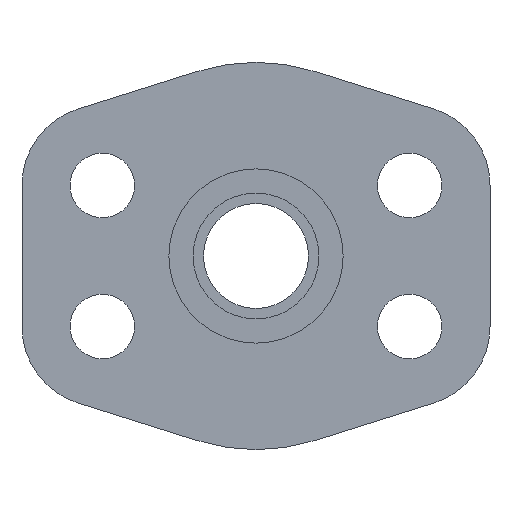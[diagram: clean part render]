
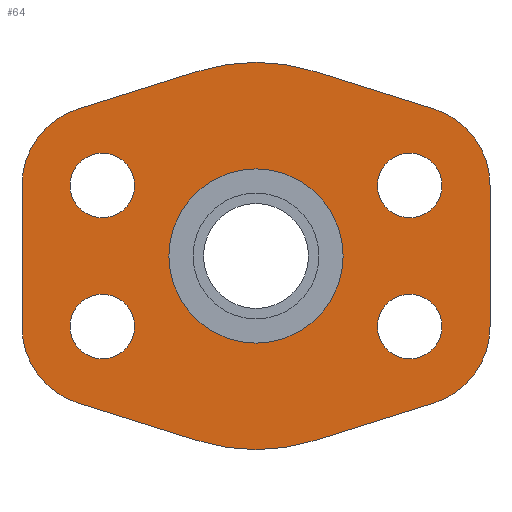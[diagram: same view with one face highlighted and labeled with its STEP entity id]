
A CAD part, front view. The second image highlights one B-rep face of the part: STEP entity #64.
In plain terms, the highlighted planar face has unit normal (0, -1, 0).
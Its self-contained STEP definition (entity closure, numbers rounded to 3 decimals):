
#64=ADVANCED_FACE('',(#131,#132,#133,#134,#135,#136),#137,.F.);
#131=FACE_BOUND('',#238,.T.);
#132=FACE_OUTER_BOUND('',#239,.T.);
#133=FACE_BOUND('',#240,.T.);
#134=FACE_BOUND('',#241,.T.);
#135=FACE_BOUND('',#242,.T.);
#136=FACE_BOUND('',#243,.T.);
#137=PLANE('',#244);
#238=EDGE_LOOP('',(#436,#437));
#239=EDGE_LOOP('',(#438,#439,#440,#441,#442,#443,#444,#445,#446,#447,#448,#449));
#240=EDGE_LOOP('',(#450,#451));
#241=EDGE_LOOP('',(#452,#453));
#242=EDGE_LOOP('',(#454,#455));
#243=EDGE_LOOP('',(#456,#457));
#244=AXIS2_PLACEMENT_3D('',#458,#459,#460);
#436=ORIENTED_EDGE('',*,*,#748,.T.);
#437=ORIENTED_EDGE('',*,*,#741,.T.);
#438=ORIENTED_EDGE('',*,*,#750,.F.);
#439=ORIENTED_EDGE('',*,*,#751,.F.);
#440=ORIENTED_EDGE('',*,*,#752,.F.);
#441=ORIENTED_EDGE('',*,*,#753,.T.);
#442=ORIENTED_EDGE('',*,*,#754,.F.);
#443=ORIENTED_EDGE('',*,*,#755,.F.);
#444=ORIENTED_EDGE('',*,*,#756,.F.);
#445=ORIENTED_EDGE('',*,*,#757,.F.);
#446=ORIENTED_EDGE('',*,*,#758,.F.);
#447=ORIENTED_EDGE('',*,*,#759,.T.);
#448=ORIENTED_EDGE('',*,*,#760,.F.);
#449=ORIENTED_EDGE('',*,*,#761,.F.);
#450=ORIENTED_EDGE('',*,*,#762,.T.);
#451=ORIENTED_EDGE('',*,*,#705,.T.);
#452=ORIENTED_EDGE('',*,*,#763,.T.);
#453=ORIENTED_EDGE('',*,*,#709,.T.);
#454=ORIENTED_EDGE('',*,*,#764,.T.);
#455=ORIENTED_EDGE('',*,*,#713,.T.);
#456=ORIENTED_EDGE('',*,*,#765,.T.);
#457=ORIENTED_EDGE('',*,*,#717,.T.);
#458=CARTESIAN_POINT('',(0.,0.,0.));
#459=DIRECTION('',(-0.0,1.0,0.));
#460=DIRECTION('',(1.0,0.0,0.0));
#705=EDGE_CURVE('',#833,#837,#839,.T.);
#709=EDGE_CURVE('',#841,#845,#847,.T.);
#713=EDGE_CURVE('',#849,#853,#855,.T.);
#717=EDGE_CURVE('',#857,#861,#863,.T.);
#741=EDGE_CURVE('',#903,#907,#909,.T.);
#748=EDGE_CURVE('',#907,#903,#920,.T.);
#750=EDGE_CURVE('',#922,#923,#924,.T.);
#751=EDGE_CURVE('',#925,#922,#926,.T.);
#752=EDGE_CURVE('',#927,#925,#928,.T.);
#753=EDGE_CURVE('',#927,#929,#930,.T.);
#754=EDGE_CURVE('',#931,#929,#932,.T.);
#755=EDGE_CURVE('',#933,#931,#934,.T.);
#756=EDGE_CURVE('',#935,#933,#936,.T.);
#757=EDGE_CURVE('',#937,#935,#938,.T.);
#758=EDGE_CURVE('',#939,#937,#940,.T.);
#759=EDGE_CURVE('',#939,#941,#942,.T.);
#760=EDGE_CURVE('',#943,#941,#944,.T.);
#761=EDGE_CURVE('',#923,#943,#945,.T.);
#762=EDGE_CURVE('',#837,#833,#946,.T.);
#763=EDGE_CURVE('',#845,#841,#947,.T.);
#764=EDGE_CURVE('',#853,#849,#948,.T.);
#765=EDGE_CURVE('',#861,#857,#949,.T.);
#833=VERTEX_POINT('',#1039);
#837=VERTEX_POINT('',#1044);
#839=CIRCLE('',#1047,4.0);
#841=VERTEX_POINT('',#1049);
#845=VERTEX_POINT('',#1054);
#847=CIRCLE('',#1057,4.0);
#849=VERTEX_POINT('',#1059);
#853=VERTEX_POINT('',#1064);
#855=CIRCLE('',#1067,4.0);
#857=VERTEX_POINT('',#1069);
#861=VERTEX_POINT('',#1074);
#863=CIRCLE('',#1077,4.0);
#903=VERTEX_POINT('',#1297);
#907=VERTEX_POINT('',#1302);
#909=CIRCLE('',#1305,10.8);
#920=CIRCLE('',#1318,10.8);
#922=VERTEX_POINT('',#1320);
#923=VERTEX_POINT('',#1321);
#924=CIRCLE('',#1322,9.95);
#925=VERTEX_POINT('',#1323);
#926=LINE('',#1324,#1325);
#927=VERTEX_POINT('',#1326);
#928=CIRCLE('',#1327,24.0);
#929=VERTEX_POINT('',#1328);
#930=LINE('',#1329,#1330);
#931=VERTEX_POINT('',#1331);
#932=CIRCLE('',#1332,9.95);
#933=VERTEX_POINT('',#1333);
#934=LINE('',#1334,#1335);
#935=VERTEX_POINT('',#1336);
#936=CIRCLE('',#1337,9.95);
#937=VERTEX_POINT('',#1338);
#938=LINE('',#1339,#1340);
#939=VERTEX_POINT('',#1341);
#940=CIRCLE('',#1342,24.0);
#941=VERTEX_POINT('',#1343);
#942=LINE('',#1344,#1345);
#943=VERTEX_POINT('',#1346);
#944=CIRCLE('',#1347,9.95);
#945=LINE('',#1348,#1349);
#946=CIRCLE('',#1350,4.0);
#947=CIRCLE('',#1351,4.0);
#948=CIRCLE('',#1352,4.0);
#949=CIRCLE('',#1353,4.0);
#1039=CARTESIAN_POINT('',(-15.05,0.0,-8.74));
#1044=CARTESIAN_POINT('',(-23.05,0.,-8.74));
#1047=AXIS2_PLACEMENT_3D('',#1515,#1516,#1517);
#1049=CARTESIAN_POINT('',(23.05,0.0,-8.74));
#1054=CARTESIAN_POINT('',(15.05,0.,-8.74));
#1057=AXIS2_PLACEMENT_3D('',#1523,#1524,#1525);
#1059=CARTESIAN_POINT('',(-15.05,0.0,8.74));
#1064=CARTESIAN_POINT('',(-23.05,0.,8.74));
#1067=AXIS2_PLACEMENT_3D('',#1531,#1532,#1533);
#1069=CARTESIAN_POINT('',(23.05,0.0,8.74));
#1074=CARTESIAN_POINT('',(15.05,0.,8.74));
#1077=AXIS2_PLACEMENT_3D('',#1539,#1540,#1541);
#1297=CARTESIAN_POINT('',(-10.8,0.,0.));
#1302=CARTESIAN_POINT('',(10.8,0.,0.));
#1305=AXIS2_PLACEMENT_3D('',#1577,#1578,#1579);
#1318=AXIS2_PLACEMENT_3D('',#1594,#1595,#1596);
#1320=CARTESIAN_POINT('',(-22.034,0.,-18.232));
#1321=CARTESIAN_POINT('',(-29.0,0.,-8.74));
#1322=AXIS2_PLACEMENT_3D('',#1600,#1601,#1602);
#1323=CARTESIAN_POINT('',(-7.196,0.,-22.896));
#1324=CARTESIAN_POINT('',(-7.196,0.,-22.896));
#1325=VECTOR('',#1603,1.0);
#1326=CARTESIAN_POINT('',(7.196,0.,-22.896));
#1327=AXIS2_PLACEMENT_3D('',#1604,#1605,#1606);
#1328=CARTESIAN_POINT('',(22.034,0.,-18.232));
#1329=CARTESIAN_POINT('',(7.196,0.,-22.896));
#1330=VECTOR('',#1607,1.0);
#1331=CARTESIAN_POINT('',(29.0,0.,-8.74));
#1332=AXIS2_PLACEMENT_3D('',#1608,#1609,#1610);
#1333=CARTESIAN_POINT('',(29.0,0.,8.74));
#1334=CARTESIAN_POINT('',(29.0,0.,8.74));
#1335=VECTOR('',#1611,1.0);
#1336=CARTESIAN_POINT('',(22.034,0.,18.232));
#1337=AXIS2_PLACEMENT_3D('',#1612,#1613,#1614);
#1338=CARTESIAN_POINT('',(7.196,0.,22.896));
#1339=CARTESIAN_POINT('',(7.196,0.,22.896));
#1340=VECTOR('',#1615,1.0);
#1341=CARTESIAN_POINT('',(-7.196,0.,22.896));
#1342=AXIS2_PLACEMENT_3D('',#1616,#1617,#1618);
#1343=CARTESIAN_POINT('',(-22.034,0.,18.232));
#1344=CARTESIAN_POINT('',(-7.196,0.,22.896));
#1345=VECTOR('',#1619,1.0);
#1346=CARTESIAN_POINT('',(-29.0,0.,8.74));
#1347=AXIS2_PLACEMENT_3D('',#1620,#1621,#1622);
#1348=CARTESIAN_POINT('',(-29.0,0.,-8.74));
#1349=VECTOR('',#1623,1.0);
#1350=AXIS2_PLACEMENT_3D('',#1624,#1625,#1626);
#1351=AXIS2_PLACEMENT_3D('',#1627,#1628,#1629);
#1352=AXIS2_PLACEMENT_3D('',#1630,#1631,#1632);
#1353=AXIS2_PLACEMENT_3D('',#1633,#1634,#1635);
#1515=CARTESIAN_POINT('',(-19.05,0.0,-8.74));
#1516=DIRECTION('',(-0.0,1.0,0.));
#1517=DIRECTION('',(1.0,0.0,0.0));
#1523=CARTESIAN_POINT('',(19.05,0.0,-8.74));
#1524=DIRECTION('',(-0.0,1.0,0.));
#1525=DIRECTION('',(1.0,0.0,0.0));
#1531=CARTESIAN_POINT('',(-19.05,0.0,8.74));
#1532=DIRECTION('',(-0.0,1.0,0.));
#1533=DIRECTION('',(1.0,0.0,0.0));
#1539=CARTESIAN_POINT('',(19.05,0.0,8.74));
#1540=DIRECTION('',(-0.0,1.0,0.));
#1541=DIRECTION('',(1.0,0.0,0.0));
#1577=CARTESIAN_POINT('',(0.0,0.0,0.0));
#1578=DIRECTION('',(0.0,1.0,0.));
#1579=DIRECTION('',(-1.0,0.0,0.0));
#1594=CARTESIAN_POINT('',(0.0,0.0,0.0));
#1595=DIRECTION('',(0.0,1.0,0.));
#1596=DIRECTION('',(-1.0,0.0,0.0));
#1600=CARTESIAN_POINT('',(-19.05,0.,-8.74));
#1601=DIRECTION('',(-0.0,1.0,0.));
#1602=DIRECTION('',(1.0,0.0,0.0));
#1603=DIRECTION('',(-0.954,0.,0.3));
#1604=CARTESIAN_POINT('',(0.0,0.0,0.0));
#1605=DIRECTION('',(-0.0,1.0,0.));
#1606=DIRECTION('',(1.0,0.0,0.0));
#1607=DIRECTION('',(0.954,0.,0.3));
#1608=CARTESIAN_POINT('',(19.05,0.,-8.74));
#1609=DIRECTION('',(-0.0,1.0,0.));
#1610=DIRECTION('',(1.0,0.0,0.0));
#1611=DIRECTION('',(0.0,0.,-1.0));
#1612=CARTESIAN_POINT('',(19.05,0.,8.74));
#1613=DIRECTION('',(-0.0,1.0,0.));
#1614=DIRECTION('',(1.0,0.0,0.0));
#1615=DIRECTION('',(0.954,0.,-0.3));
#1616=CARTESIAN_POINT('',(0.0,0.0,0.0));
#1617=DIRECTION('',(-0.0,1.0,0.));
#1618=DIRECTION('',(1.0,0.0,0.0));
#1619=DIRECTION('',(-0.954,0.,-0.3));
#1620=CARTESIAN_POINT('',(-19.05,0.,8.74));
#1621=DIRECTION('',(-0.0,1.0,0.));
#1622=DIRECTION('',(1.0,0.0,0.0));
#1623=DIRECTION('',(0.0,0.,1.0));
#1624=CARTESIAN_POINT('',(-19.05,0.0,-8.74));
#1625=DIRECTION('',(-0.0,1.0,0.));
#1626=DIRECTION('',(1.0,0.0,0.0));
#1627=CARTESIAN_POINT('',(19.05,0.0,-8.74));
#1628=DIRECTION('',(-0.0,1.0,0.));
#1629=DIRECTION('',(1.0,0.0,0.0));
#1630=CARTESIAN_POINT('',(-19.05,0.0,8.74));
#1631=DIRECTION('',(-0.0,1.0,0.));
#1632=DIRECTION('',(1.0,0.0,0.0));
#1633=CARTESIAN_POINT('',(19.05,0.0,8.74));
#1634=DIRECTION('',(-0.0,1.0,0.));
#1635=DIRECTION('',(1.0,0.0,0.0));
